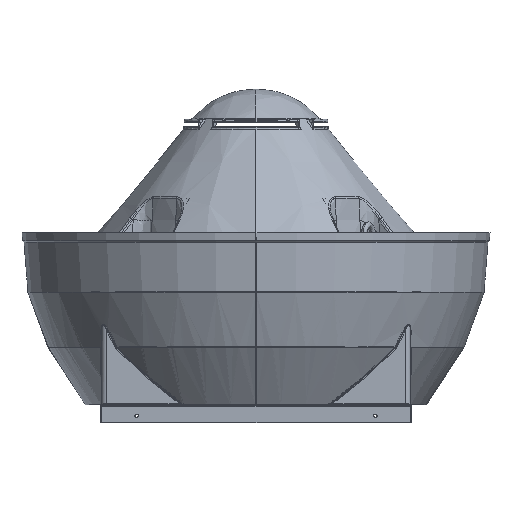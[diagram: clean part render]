
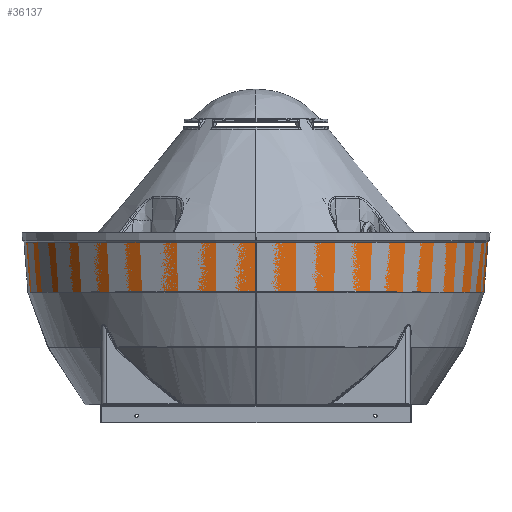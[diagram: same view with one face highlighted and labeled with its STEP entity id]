
A CAD part, left-side view. The second image highlights one B-rep face of the part: STEP entity #36137.
In plain terms, the highlighted conical face has half-angle 4.5 degrees and reference radius 477.5 mm.
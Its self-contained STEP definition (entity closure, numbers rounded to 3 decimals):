
#986 = DIRECTION ( 'NONE',  ( 0., 0., 1. ) ) ;
#3206 = LINE ( 'NONE', #40024, #63642 ) ;
#3580 = CARTESIAN_POINT ( 'NONE',  ( 0., 235.504, 477.5 ) ) ;
#3606 = LINE ( 'NONE', #3580, #13669 ) ;
#5944 = DIRECTION ( 'NONE',  ( 0., 1., 0. ) ) ;
#10036 = DIRECTION ( 'NONE',  ( 0., -1., 0. ) ) ;
#10398 = DIRECTION ( 'NONE',  ( 0., 0.997, -0.078 ) ) ;
#12253 = CARTESIAN_POINT ( 'NONE',  ( 0., 235.504, 477.5 ) ) ;
#12831 = CARTESIAN_POINT ( 'NONE',  ( 0., 340.171, 485.738 ) ) ;
#13669 = VECTOR ( 'NONE', #48510, 1000. ) ;
#13671 = VERTEX_POINT ( 'NONE', #59481 ) ;
#14654 = CARTESIAN_POINT ( 'NONE',  ( 0., 235.504, 0. ) ) ;
#17788 = AXIS2_PLACEMENT_3D ( 'NONE', #34541, #5944, #986 ) ;
#20102 = ORIENTED_EDGE ( 'NONE', *, *, #51513, .T. ) ;
#21612 = EDGE_LOOP ( 'NONE', ( #61875, #25771, #20102, #36964 ) ) ;
#24748 = CIRCLE ( 'NONE', #53934, 477.5 ) ;
#25771 = ORIENTED_EDGE ( 'NONE', *, *, #53541, .F. ) ;
#26389 = CARTESIAN_POINT ( 'NONE',  ( 0., 340.171, -485.738 ) ) ;
#27014 = DIRECTION ( 'NONE',  ( 0., 0., -1. ) ) ;
#27242 = DIRECTION ( 'NONE',  ( 0., -1., 0. ) ) ;
#27644 = EDGE_CURVE ( 'NONE', #13671, #61584, #3206, .T. ) ;
#28598 = VERTEX_POINT ( 'NONE', #12253 ) ;
#31996 = EDGE_CURVE ( 'NONE', #58904, #61584, #37788, .T. ) ;
#34541 = CARTESIAN_POINT ( 'NONE',  ( 0., 235.504, 0. ) ) ;
#36137 = ADVANCED_FACE ( 'NONE', ( #52629 ), #58077, .T. ) ;
#36964 = ORIENTED_EDGE ( 'NONE', *, *, #31996, .T. ) ;
#37788 = CIRCLE ( 'NONE', #61193, 485.738 ) ;
#40024 = CARTESIAN_POINT ( 'NONE',  ( 0., 235.504, -477.5 ) ) ;
#48510 = DIRECTION ( 'NONE',  ( 0., 0.997, 0.078 ) ) ;
#49192 = DIRECTION ( 'NONE',  ( 0., 0., -1. ) ) ;
#51513 = EDGE_CURVE ( 'NONE', #28598, #58904, #3606, .T. ) ;
#52629 = FACE_OUTER_BOUND ( 'NONE', #21612, .T. ) ;
#53541 = EDGE_CURVE ( 'NONE', #28598, #13671, #24748, .T. ) ;
#53934 = AXIS2_PLACEMENT_3D ( 'NONE', #14654, #10036, #49192 ) ;
#58077 = CONICAL_SURFACE ( 'NONE', #17788, 477.5, 0.079 ) ;
#58904 = VERTEX_POINT ( 'NONE', #12831 ) ;
#59481 = CARTESIAN_POINT ( 'NONE',  ( 0., 235.504, -477.5 ) ) ;
#61193 = AXIS2_PLACEMENT_3D ( 'NONE', #61635, #27242, #27014 ) ;
#61584 = VERTEX_POINT ( 'NONE', #26389 ) ;
#61635 = CARTESIAN_POINT ( 'NONE',  ( 0., 340.171, 0. ) ) ;
#61875 = ORIENTED_EDGE ( 'NONE', *, *, #27644, .F. ) ;
#63642 = VECTOR ( 'NONE', #10398, 1000. ) ;
